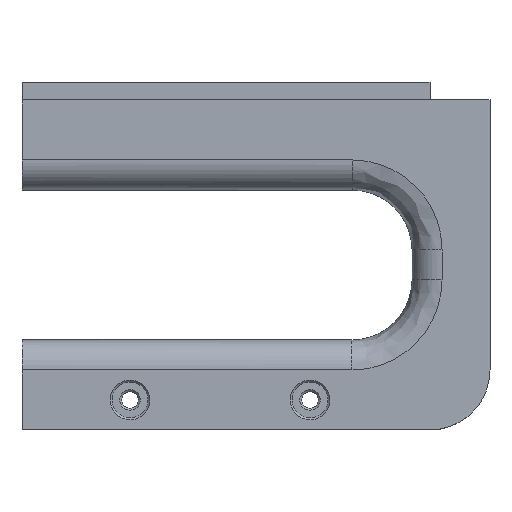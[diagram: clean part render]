
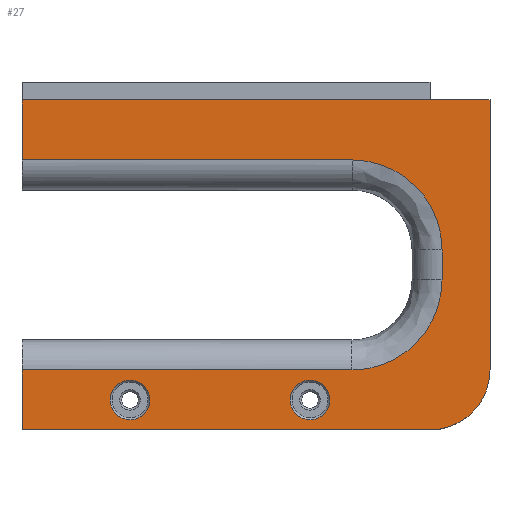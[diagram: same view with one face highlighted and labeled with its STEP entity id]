
A CAD part, top view. The second image highlights one B-rep face of the part: STEP entity #27.
In plain terms, the highlighted planar face has unit normal (0, 0, 1).
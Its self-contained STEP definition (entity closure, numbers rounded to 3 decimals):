
#16=FACE_BOUND('',#112,.T.);
#17=FACE_BOUND('',#113,.T.);
#27=ADVANCED_FACE('',(#68,#16,#17),#633,.T.);
#68=FACE_OUTER_BOUND('',#111,.T.);
#111=EDGE_LOOP('',(#188,#189,#190,#191,#192,#193,#194,#195,#196,#197,#198));
#112=EDGE_LOOP('',(#199,#200));
#113=EDGE_LOOP('',(#201,#202));
#188=ORIENTED_EDGE('',*,*,#402,.F.);
#189=ORIENTED_EDGE('',*,*,#349,.F.);
#190=ORIENTED_EDGE('',*,*,#368,.F.);
#191=ORIENTED_EDGE('',*,*,#377,.F.);
#192=ORIENTED_EDGE('',*,*,#384,.F.);
#193=ORIENTED_EDGE('',*,*,#395,.T.);
#194=ORIENTED_EDGE('',*,*,#382,.F.);
#195=ORIENTED_EDGE('',*,*,#396,.T.);
#196=ORIENTED_EDGE('',*,*,#383,.F.);
#197=ORIENTED_EDGE('',*,*,#356,.F.);
#198=ORIENTED_EDGE('',*,*,#398,.F.);
#199=ORIENTED_EDGE('',*,*,#415,.T.);
#200=ORIENTED_EDGE('',*,*,#432,.T.);
#201=ORIENTED_EDGE('',*,*,#422,.T.);
#202=ORIENTED_EDGE('',*,*,#442,.T.);
#349=EDGE_CURVE('',#544,#575,#493,.T.);
#356=EDGE_CURVE('',#549,#564,#500,.T.);
#368=EDGE_CURVE('',#541,#544,#512,.T.);
#377=EDGE_CURVE('',#563,#541,#519,.T.);
#382=EDGE_CURVE('',#568,#569,#524,.T.);
#383=EDGE_CURVE('',#564,#570,#525,.T.);
#384=EDGE_CURVE('',#571,#563,#526,.T.);
#395=EDGE_CURVE('',#571,#569,#453,.T.);
#396=EDGE_CURVE('',#568,#570,#454,.T.);
#398=EDGE_CURVE('',#577,#549,#530,.T.);
#402=EDGE_CURVE('',#575,#577,#456,.T.);
#415=EDGE_CURVE('',#584,#595,#467,.T.);
#422=EDGE_CURVE('',#588,#601,#472,.T.);
#432=EDGE_CURVE('',#595,#584,#480,.T.);
#442=EDGE_CURVE('',#601,#588,#488,.T.);
#453=(
BOUNDED_CURVE()
B_SPLINE_CURVE(2,(#1099,#1100,#1101),.UNSPECIFIED.,.F.,.F.)
B_SPLINE_CURVE_WITH_KNOTS((3,3),(0.,23.561),
 .UNSPECIFIED.)
CURVE()
GEOMETRIC_REPRESENTATION_ITEM()
RATIONAL_B_SPLINE_CURVE((1.,0.707,1.))
REPRESENTATION_ITEM('')
);
#454=(
BOUNDED_CURVE()
B_SPLINE_CURVE(2,(#1102,#1103,#1104),.UNSPECIFIED.,.F.,.F.)
B_SPLINE_CURVE_WITH_KNOTS((3,3),(0.,23.561),
 .UNSPECIFIED.)
CURVE()
GEOMETRIC_REPRESENTATION_ITEM()
RATIONAL_B_SPLINE_CURVE((1.,0.707,1.))
REPRESENTATION_ITEM('')
);
#456=(
BOUNDED_CURVE()
B_SPLINE_CURVE(2,(#1116,#1117,#1118),.UNSPECIFIED.,.F.,.F.)
B_SPLINE_CURVE_WITH_KNOTS((3,3),(0.,15.708),.UNSPECIFIED.)
CURVE()
GEOMETRIC_REPRESENTATION_ITEM()
RATIONAL_B_SPLINE_CURVE((1.,0.707,1.))
REPRESENTATION_ITEM('')
);
#467=(
BOUNDED_CURVE()
B_SPLINE_CURVE(2,(#1164,#1165,#1166,#1167,#1168),.UNSPECIFIED.,.F.,.F.)
B_SPLINE_CURVE_WITH_KNOTS((3,2,3),(0.,5.183,10.367),
 .UNSPECIFIED.)
CURVE()
GEOMETRIC_REPRESENTATION_ITEM()
RATIONAL_B_SPLINE_CURVE((1.,0.707,1.,0.707,1.))
REPRESENTATION_ITEM('')
);
#472=(
BOUNDED_CURVE()
B_SPLINE_CURVE(2,(#1190,#1191,#1192,#1193,#1194),.UNSPECIFIED.,.F.,.F.)
B_SPLINE_CURVE_WITH_KNOTS((3,2,3),(0.,5.183,10.367),
 .UNSPECIFIED.)
CURVE()
GEOMETRIC_REPRESENTATION_ITEM()
RATIONAL_B_SPLINE_CURVE((1.,0.707,1.,0.707,1.))
REPRESENTATION_ITEM('')
);
#480=(
BOUNDED_CURVE()
B_SPLINE_CURVE(2,(#1228,#1229,#1230,#1231,#1232),.UNSPECIFIED.,.F.,.F.)
B_SPLINE_CURVE_WITH_KNOTS((3,2,3),(10.367,15.55,20.734),
 .UNSPECIFIED.)
CURVE()
GEOMETRIC_REPRESENTATION_ITEM()
RATIONAL_B_SPLINE_CURVE((1.,0.707,1.,0.707,1.))
REPRESENTATION_ITEM('')
);
#488=(
BOUNDED_CURVE()
B_SPLINE_CURVE(2,(#1266,#1267,#1268,#1269,#1270),.UNSPECIFIED.,.F.,.F.)
B_SPLINE_CURVE_WITH_KNOTS((3,2,3),(10.367,15.55,20.734),
 .UNSPECIFIED.)
CURVE()
GEOMETRIC_REPRESENTATION_ITEM()
RATIONAL_B_SPLINE_CURVE((1.,0.707,1.,0.707,1.))
REPRESENTATION_ITEM('')
);
#493=B_SPLINE_CURVE_WITH_KNOTS('',1,(#997,#998),.UNSPECIFIED.,.F.,.F.,(2,
2),(-160.,-115.),.UNSPECIFIED.);
#500=B_SPLINE_CURVE_WITH_KNOTS('',1,(#1011,#1012),.UNSPECIFIED.,.F.,.F.,
(2,2),(20.833,30.833),.UNSPECIFIED.);
#512=B_SPLINE_CURVE_WITH_KNOTS('',1,(#1035,#1036),.UNSPECIFIED.,.F.,.F.,
(2,2),(0.,78.),.UNSPECIFIED.);
#519=B_SPLINE_CURVE_WITH_KNOTS('',1,(#1055,#1056),.UNSPECIFIED.,.F.,.F.,
(2,2),(65.833,75.833),.UNSPECIFIED.);
#524=B_SPLINE_CURVE_WITH_KNOTS('',1,(#1065,#1066),.UNSPECIFIED.,.F.,.F.,
(2,2),(0.,5.),.UNSPECIFIED.);
#525=B_SPLINE_CURVE_WITH_KNOTS('',1,(#1067,#1068),.UNSPECIFIED.,.F.,.F.,
(2,2),(0.,55.),.UNSPECIFIED.);
#526=B_SPLINE_CURVE_WITH_KNOTS('',1,(#1069,#1070),.UNSPECIFIED.,.F.,.F.,
(2,2),(0.,55.),.UNSPECIFIED.);
#530=B_SPLINE_CURVE_WITH_KNOTS('',1,(#1107,#1108),.UNSPECIFIED.,.F.,.F.,
(2,2),(-95.,-27.),.UNSPECIFIED.);
#541=VERTEX_POINT('',#928);
#544=VERTEX_POINT('',#931);
#549=VERTEX_POINT('',#936);
#563=VERTEX_POINT('',#950);
#564=VERTEX_POINT('',#951);
#568=VERTEX_POINT('',#955);
#569=VERTEX_POINT('',#956);
#570=VERTEX_POINT('',#957);
#571=VERTEX_POINT('',#958);
#575=VERTEX_POINT('',#962);
#577=VERTEX_POINT('',#964);
#584=VERTEX_POINT('',#971);
#588=VERTEX_POINT('',#975);
#595=VERTEX_POINT('',#982);
#601=VERTEX_POINT('',#988);
#633=PLANE('',#738);
#738=AXIS2_PLACEMENT_3D('',#806,#772,$);
#772=DIRECTION('',(0.,0.,1.));
#806=CARTESIAN_POINT('',(4.2,143.275,8.));
#928=CARTESIAN_POINT('',(12.,143.275,8.));
#931=CARTESIAN_POINT('',(90.,143.275,8.));
#936=CARTESIAN_POINT('',(12.,88.275,8.));
#950=CARTESIAN_POINT('',(12.,133.275,8.));
#951=CARTESIAN_POINT('',(12.,98.275,8.));
#955=CARTESIAN_POINT('',(82.,113.275,8.));
#956=CARTESIAN_POINT('',(82.,118.275,8.));
#957=CARTESIAN_POINT('',(67.,98.275,8.));
#958=CARTESIAN_POINT('',(67.,133.275,8.));
#962=CARTESIAN_POINT('',(90.,98.275,8.));
#964=CARTESIAN_POINT('',(80.,88.275,8.));
#971=CARTESIAN_POINT('',(63.3,93.275,8.));
#975=CARTESIAN_POINT('',(33.3,93.275,8.));
#982=CARTESIAN_POINT('',(56.7,93.275,8.));
#988=CARTESIAN_POINT('',(26.7,93.275,8.));
#997=CARTESIAN_POINT('',(90.,143.275,8.));
#998=CARTESIAN_POINT('',(90.,98.275,8.));
#1011=CARTESIAN_POINT('',(12.,88.275,8.));
#1012=CARTESIAN_POINT('',(12.,98.275,8.));
#1035=CARTESIAN_POINT('',(12.,143.275,8.));
#1036=CARTESIAN_POINT('',(90.,143.275,8.));
#1055=CARTESIAN_POINT('',(12.,133.275,8.));
#1056=CARTESIAN_POINT('',(12.,143.275,8.));
#1065=CARTESIAN_POINT('',(82.,113.275,8.));
#1066=CARTESIAN_POINT('',(82.,118.275,8.));
#1067=CARTESIAN_POINT('',(12.,98.275,8.));
#1068=CARTESIAN_POINT('',(67.,98.275,8.));
#1069=CARTESIAN_POINT('',(67.,133.275,8.));
#1070=CARTESIAN_POINT('',(12.,133.275,8.));
#1099=CARTESIAN_POINT('',(67.,133.275,8.));
#1100=CARTESIAN_POINT('',(82.,133.275,8.));
#1101=CARTESIAN_POINT('',(82.,118.275,8.));
#1102=CARTESIAN_POINT('',(82.,113.275,8.));
#1103=CARTESIAN_POINT('',(82.,98.275,8.));
#1104=CARTESIAN_POINT('',(67.,98.275,8.));
#1107=CARTESIAN_POINT('',(80.,88.275,8.));
#1108=CARTESIAN_POINT('',(12.,88.275,8.));
#1116=CARTESIAN_POINT('',(90.,98.275,8.));
#1117=CARTESIAN_POINT('',(90.,88.275,8.));
#1118=CARTESIAN_POINT('',(80.,88.275,8.));
#1164=CARTESIAN_POINT('',(63.3,93.275,8.));
#1165=CARTESIAN_POINT('',(63.3,89.975,8.));
#1166=CARTESIAN_POINT('',(60.,89.975,8.));
#1167=CARTESIAN_POINT('',(56.7,89.975,8.));
#1168=CARTESIAN_POINT('',(56.7,93.275,8.));
#1190=CARTESIAN_POINT('',(33.3,93.275,8.));
#1191=CARTESIAN_POINT('',(33.3,89.975,8.));
#1192=CARTESIAN_POINT('',(30.,89.975,8.));
#1193=CARTESIAN_POINT('',(26.7,89.975,8.));
#1194=CARTESIAN_POINT('',(26.7,93.275,8.));
#1228=CARTESIAN_POINT('',(56.7,93.275,8.));
#1229=CARTESIAN_POINT('',(56.7,96.575,8.));
#1230=CARTESIAN_POINT('',(60.,96.575,8.));
#1231=CARTESIAN_POINT('',(63.3,96.575,8.));
#1232=CARTESIAN_POINT('',(63.3,93.275,8.));
#1266=CARTESIAN_POINT('',(26.7,93.275,8.));
#1267=CARTESIAN_POINT('',(26.7,96.575,8.));
#1268=CARTESIAN_POINT('',(30.,96.575,8.));
#1269=CARTESIAN_POINT('',(33.3,96.575,8.));
#1270=CARTESIAN_POINT('',(33.3,93.275,8.));
